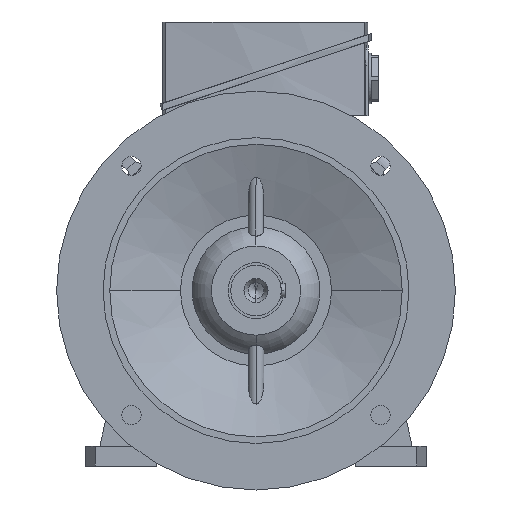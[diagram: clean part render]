
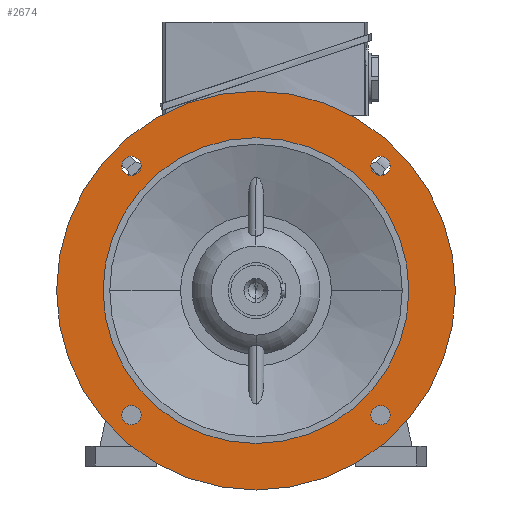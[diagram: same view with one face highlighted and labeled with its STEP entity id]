
A CAD part, left-side view. The second image highlights one B-rep face of the part: STEP entity #2674.
In plain terms, the highlighted planar face has unit normal (-1, 0, 0).
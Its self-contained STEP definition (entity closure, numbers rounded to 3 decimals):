
#2674=ADVANCED_FACE('',(#5389,#5390,#5391,#5392,#5393,#5394),#5395,.T.);
#5389=FACE_BOUND('',#8114,.T.);
#5390=FACE_BOUND('',#8115,.T.);
#5391=FACE_BOUND('',#8116,.T.);
#5392=FACE_BOUND('',#8117,.T.);
#5393=FACE_OUTER_BOUND('',#8118,.T.);
#5394=FACE_BOUND('',#8119,.T.);
#5395=PLANE('',#8120);
#8114=EDGE_LOOP('',(#16568,#16569));
#8115=EDGE_LOOP('',(#16570,#16571));
#8116=EDGE_LOOP('',(#16572,#16573));
#8117=EDGE_LOOP('',(#16574,#16575));
#8118=EDGE_LOOP('',(#16576,#16577));
#8119=EDGE_LOOP('',(#16578,#16579));
#8120=AXIS2_PLACEMENT_3D('',#16580,#16581,#16582);
#16568=ORIENTED_EDGE('',*,*,#19887,.T.);
#16569=ORIENTED_EDGE('',*,*,#16798,.T.);
#16570=ORIENTED_EDGE('',*,*,#19890,.T.);
#16571=ORIENTED_EDGE('',*,*,#16793,.T.);
#16572=ORIENTED_EDGE('',*,*,#19893,.T.);
#16573=ORIENTED_EDGE('',*,*,#16788,.T.);
#16574=ORIENTED_EDGE('',*,*,#19896,.T.);
#16575=ORIENTED_EDGE('',*,*,#16783,.T.);
#16576=ORIENTED_EDGE('',*,*,#16750,.F.);
#16577=ORIENTED_EDGE('',*,*,#19959,.F.);
#16578=ORIENTED_EDGE('',*,*,#16757,.T.);
#16579=ORIENTED_EDGE('',*,*,#19957,.T.);
#16580=CARTESIAN_POINT('',(-50.5,132.5,0.0));
#16581=DIRECTION('',(-1.0,0.0,0.0));
#16582=DIRECTION('',(0.0,-1.0,0.0));
#16750=EDGE_CURVE('',#20174,#20177,#20178,.T.);
#16757=EDGE_CURVE('',#20184,#20188,#20190,.T.);
#16783=EDGE_CURVE('',#20237,#20234,#20238,.T.);
#16788=EDGE_CURVE('',#20246,#20243,#20247,.T.);
#16793=EDGE_CURVE('',#20255,#20252,#20256,.T.);
#16798=EDGE_CURVE('',#20264,#20261,#20265,.T.);
#19887=EDGE_CURVE('',#20261,#20264,#24872,.T.);
#19890=EDGE_CURVE('',#20252,#20255,#24875,.T.);
#19893=EDGE_CURVE('',#20243,#20246,#24878,.T.);
#19896=EDGE_CURVE('',#20234,#20237,#24881,.T.);
#19957=EDGE_CURVE('',#20188,#20184,#24958,.T.);
#19959=EDGE_CURVE('',#20177,#20174,#24960,.T.);
#20174=VERTEX_POINT('',#25271);
#20177=VERTEX_POINT('',#25275);
#20178=CIRCLE('',#25276,150.0);
#20184=VERTEX_POINT('',#25283);
#20188=VERTEX_POINT('',#25288);
#20190=CIRCLE('',#25291,115.0);
#20234=VERTEX_POINT('',#25433);
#20237=VERTEX_POINT('',#25437);
#20238=CIRCLE('',#25438,7.25);
#20243=VERTEX_POINT('',#25444);
#20246=VERTEX_POINT('',#25448);
#20247=CIRCLE('',#25449,7.25);
#20252=VERTEX_POINT('',#25455);
#20255=VERTEX_POINT('',#25459);
#20256=CIRCLE('',#25460,7.25);
#20261=VERTEX_POINT('',#25466);
#20264=VERTEX_POINT('',#25470);
#20265=CIRCLE('',#25471,7.25);
#24872=CIRCLE('',#38827,7.25);
#24875=CIRCLE('',#38830,7.25);
#24878=CIRCLE('',#38833,7.25);
#24881=CIRCLE('',#38836,7.25);
#24958=CIRCLE('',#38989,115.0);
#24960=CIRCLE('',#38991,150.0);
#25271=CARTESIAN_POINT('',(-50.5,150.0,0.0));
#25275=CARTESIAN_POINT('',(-50.5,-150.0,0.));
#25276=AXIS2_PLACEMENT_3D('',#39098,#39099,#39100);
#25283=CARTESIAN_POINT('',(-50.5,115.0,0.0));
#25288=CARTESIAN_POINT('',(-50.5,-115.0,0.));
#25291=AXIS2_PLACEMENT_3D('',#39110,#39111,#39112);
#25433=CARTESIAN_POINT('',(-50.5,-98.818,98.818));
#25437=CARTESIAN_POINT('',(-50.5,-88.565,88.565));
#25438=AXIS2_PLACEMENT_3D('',#39155,#39156,#39157);
#25444=CARTESIAN_POINT('',(-50.5,98.818,98.818));
#25448=CARTESIAN_POINT('',(-50.5,88.565,88.565));
#25449=AXIS2_PLACEMENT_3D('',#39163,#39164,#39165);
#25455=CARTESIAN_POINT('',(-50.5,98.818,-98.818));
#25459=CARTESIAN_POINT('',(-50.5,88.565,-88.565));
#25460=AXIS2_PLACEMENT_3D('',#39171,#39172,#39173);
#25466=CARTESIAN_POINT('',(-50.5,-98.818,-98.818));
#25470=CARTESIAN_POINT('',(-50.5,-88.565,-88.565));
#25471=AXIS2_PLACEMENT_3D('',#39179,#39180,#39181);
#38827=AXIS2_PLACEMENT_3D('',#42000,#42001,#42002);
#38830=AXIS2_PLACEMENT_3D('',#42006,#42007,#42008);
#38833=AXIS2_PLACEMENT_3D('',#42012,#42013,#42014);
#38836=AXIS2_PLACEMENT_3D('',#42018,#42019,#42020);
#38989=AXIS2_PLACEMENT_3D('',#42070,#42071,#42072);
#38991=AXIS2_PLACEMENT_3D('',#42073,#42074,#42075);
#39098=CARTESIAN_POINT('',(-50.5,0.0,0.0));
#39099=DIRECTION('',(1.0,0.0,0.0));
#39100=DIRECTION('',(0.0,1.0,0.0));
#39110=CARTESIAN_POINT('',(-50.5,0.0,0.0));
#39111=DIRECTION('',(1.0,0.0,0.0));
#39112=DIRECTION('',(0.0,1.0,0.0));
#39155=CARTESIAN_POINT('',(-50.5,-93.692,93.692));
#39156=DIRECTION('',(1.0,0.0,-0.0));
#39157=DIRECTION('',(0.0,-0.707,0.707));
#39163=CARTESIAN_POINT('',(-50.5,93.692,93.692));
#39164=DIRECTION('',(1.0,0.0,-0.0));
#39165=DIRECTION('',(0.0,0.707,0.707));
#39171=CARTESIAN_POINT('',(-50.5,93.692,-93.692));
#39172=DIRECTION('',(1.0,-0.0,0.0));
#39173=DIRECTION('',(0.0,0.707,-0.707));
#39179=CARTESIAN_POINT('',(-50.5,-93.692,-93.692));
#39180=DIRECTION('',(1.0,0.0,0.0));
#39181=DIRECTION('',(0.0,-0.707,-0.707));
#42000=CARTESIAN_POINT('',(-50.5,-93.692,-93.692));
#42001=DIRECTION('',(1.0,0.0,0.0));
#42002=DIRECTION('',(0.0,-0.707,-0.707));
#42006=CARTESIAN_POINT('',(-50.5,93.692,-93.692));
#42007=DIRECTION('',(1.0,-0.0,0.0));
#42008=DIRECTION('',(0.0,0.707,-0.707));
#42012=CARTESIAN_POINT('',(-50.5,93.692,93.692));
#42013=DIRECTION('',(1.0,0.0,-0.0));
#42014=DIRECTION('',(0.0,0.707,0.707));
#42018=CARTESIAN_POINT('',(-50.5,-93.692,93.692));
#42019=DIRECTION('',(1.0,0.0,-0.0));
#42020=DIRECTION('',(0.0,-0.707,0.707));
#42070=CARTESIAN_POINT('',(-50.5,0.0,0.0));
#42071=DIRECTION('',(1.0,0.0,0.0));
#42072=DIRECTION('',(0.0,1.0,0.0));
#42073=CARTESIAN_POINT('',(-50.5,0.0,0.0));
#42074=DIRECTION('',(1.0,0.0,0.0));
#42075=DIRECTION('',(0.0,1.0,0.0));
